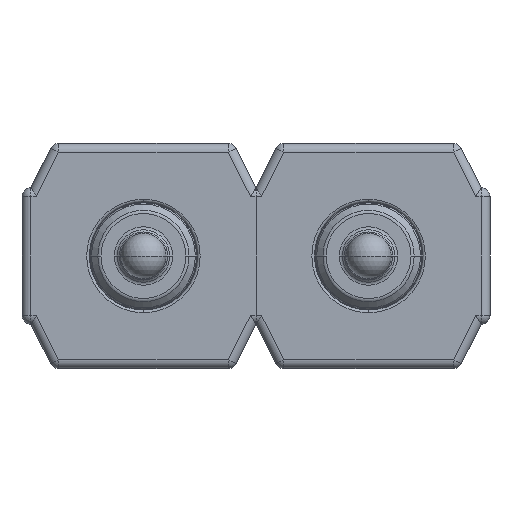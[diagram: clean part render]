
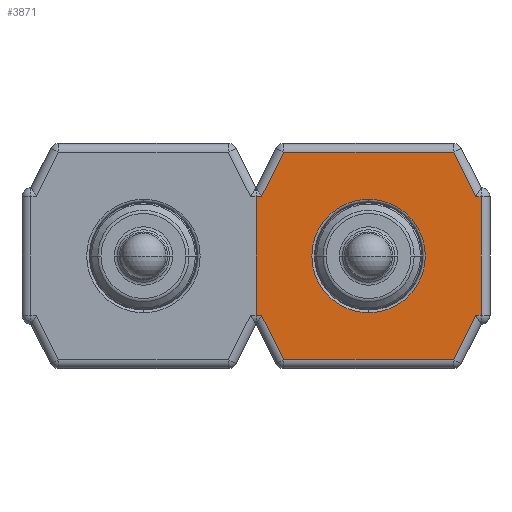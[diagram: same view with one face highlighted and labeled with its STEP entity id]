
A CAD part, front view. The second image highlights one B-rep face of the part: STEP entity #3871.
In plain terms, the highlighted planar face has unit normal (0, -1, 0).
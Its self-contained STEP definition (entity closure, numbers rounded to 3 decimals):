
#22 = DIRECTION ( 'NONE',  ( 0., 0., -1. ) ) ;
#25 = CARTESIAN_POINT ( 'NONE',  ( 0., -1.395, 0. ) ) ;
#261 = CARTESIAN_POINT ( 'NONE',  ( -1.27, -1.395, -0.67 ) ) ;
#318 = ORIENTED_EDGE ( 'NONE', *, *, #5893, .T. ) ;
#379 = VECTOR ( 'NONE', #8175, 1000. ) ;
#381 = VERTEX_POINT ( 'NONE', #8186 ) ;
#421 = ORIENTED_EDGE ( 'NONE', *, *, #5122, .T. ) ;
#505 = ORIENTED_EDGE ( 'NONE', *, *, #3288, .T. ) ;
#510 = VECTOR ( 'NONE', #6130, 1000. ) ;
#512 = CARTESIAN_POINT ( 'NONE',  ( -0.958, -1.395, -1.17 ) ) ;
#517 = CARTESIAN_POINT ( 'NONE',  ( 1.208, -1.395, -0.67 ) ) ;
#596 = PLANE ( 'NONE',  #6581 ) ;
#656 = DIRECTION ( 'NONE',  ( 0., 0., 1. ) ) ;
#691 = DIRECTION ( 'NONE',  ( 0.447, 0., 0.894 ) ) ;
#736 = VERTEX_POINT ( 'NONE', #3866 ) ;
#874 = VECTOR ( 'NONE', #6902, 1000. ) ;
#1014 = VECTOR ( 'NONE', #691, 1000. ) ;
#1120 = LINE ( 'NONE', #2616, #5995 ) ;
#1212 = EDGE_CURVE ( 'NONE', #7861, #4206, #4546, .T. ) ;
#1249 = CARTESIAN_POINT ( 'NONE',  ( 0., -1.395, 1.27 ) ) ;
#1294 = CARTESIAN_POINT ( 'NONE',  ( 0., -1.395, 0.64 ) ) ;
#1368 = CIRCLE ( 'NONE', #2989, 0.64 ) ;
#1430 = ORIENTED_EDGE ( 'NONE', *, *, #1889, .T. ) ;
#1445 = LINE ( 'NONE', #2298, #4839 ) ;
#1448 = VERTEX_POINT ( 'NONE', #512 ) ;
#1496 = AXIS2_PLACEMENT_3D ( 'NONE', #6330, #2490, #6971 ) ;
#1662 = VERTEX_POINT ( 'NONE', #1294 ) ;
#1677 = ORIENTED_EDGE ( 'NONE', *, *, #2577, .T. ) ;
#1814 = VERTEX_POINT ( 'NONE', #5395 ) ;
#1875 = DIRECTION ( 'NONE',  ( 0., 0., 1. ) ) ;
#1889 = EDGE_CURVE ( 'NONE', #4206, #3524, #3868, .T. ) ;
#2044 = LINE ( 'NONE', #3702, #379 ) ;
#2245 = LINE ( 'NONE', #5131, #3952 ) ;
#2266 = CARTESIAN_POINT ( 'NONE',  ( -0.727, -1.395, 1.633 ) ) ;
#2295 = FACE_BOUND ( 'NONE', #4846, .T. ) ;
#2298 = CARTESIAN_POINT ( 'NONE',  ( 0., -1.395, 0.67 ) ) ;
#2335 = ORIENTED_EDGE ( 'NONE', *, *, #4412, .T. ) ;
#2352 = LINE ( 'NONE', #6702, #5570 ) ;
#2384 = LINE ( 'NONE', #2266, #5605 ) ;
#2469 = VERTEX_POINT ( 'NONE', #6123 ) ;
#2490 = DIRECTION ( 'NONE',  ( 0., 1., 0. ) ) ;
#2516 = CARTESIAN_POINT ( 'NONE',  ( -1.208, -1.395, -0.67 ) ) ;
#2540 = CIRCLE ( 'NONE', #1496, 0.64 ) ;
#2557 = EDGE_CURVE ( 'NONE', #1662, #7827, #1368, .T. ) ;
#2577 = EDGE_CURVE ( 'NONE', #3524, #1448, #2245, .T. ) ;
#2616 = CARTESIAN_POINT ( 'NONE',  ( -1.02, -1.395, 1.17 ) ) ;
#2687 = LINE ( 'NONE', #3213, #1014 ) ;
#2833 = DIRECTION ( 'NONE',  ( -0.447, 0., -0.894 ) ) ;
#2835 = VECTOR ( 'NONE', #22, 1000. ) ;
#2945 = EDGE_CURVE ( 'NONE', #4106, #2469, #2352, .T. ) ;
#2989 = AXIS2_PLACEMENT_3D ( 'NONE', #25, #4447, #656 ) ;
#2997 = DIRECTION ( 'NONE',  ( 0., 0., 1. ) ) ;
#3030 = ORIENTED_EDGE ( 'NONE', *, *, #4060, .T. ) ;
#3213 = CARTESIAN_POINT ( 'NONE',  ( 1.743, -1.395, 0.399 ) ) ;
#3288 = EDGE_CURVE ( 'NONE', #1448, #736, #2044, .T. ) ;
#3475 = ORIENTED_EDGE ( 'NONE', *, *, #2557, .T. ) ;
#3512 = DIRECTION ( 'NONE',  ( 1., 0., 0. ) ) ;
#3524 = VERTEX_POINT ( 'NONE', #2516 ) ;
#3549 = LINE ( 'NONE', #6203, #5070 ) ;
#3628 = ORIENTED_EDGE ( 'NONE', *, *, #6940, .T. ) ;
#3695 = CARTESIAN_POINT ( 'NONE',  ( -0.958, -1.395, 1.17 ) ) ;
#3702 = CARTESIAN_POINT ( 'NONE',  ( 0., -1.395, -1.17 ) ) ;
#3803 = CARTESIAN_POINT ( 'NONE',  ( -1.27, -1.395, 1.27 ) ) ;
#3866 = CARTESIAN_POINT ( 'NONE',  ( 0.958, -1.395, -1.17 ) ) ;
#3868 = LINE ( 'NONE', #4845, #510 ) ;
#3871 = ADVANCED_FACE ( 'NONE', ( #5515, #2295 ), #596, .F. ) ;
#3952 = VECTOR ( 'NONE', #4482, 1000. ) ;
#4060 = EDGE_CURVE ( 'NONE', #2469, #7580, #1120, .T. ) ;
#4106 = VERTEX_POINT ( 'NONE', #6489 ) ;
#4206 = VERTEX_POINT ( 'NONE', #261 ) ;
#4322 = ORIENTED_EDGE ( 'NONE', *, *, #2945, .T. ) ;
#4412 = EDGE_CURVE ( 'NONE', #736, #8054, #2687, .T. ) ;
#4447 = DIRECTION ( 'NONE',  ( 0., 1., 0. ) ) ;
#4482 = DIRECTION ( 'NONE',  ( 0.447, 0., -0.894 ) ) ;
#4546 = LINE ( 'NONE', #3803, #2835 ) ;
#4765 = EDGE_CURVE ( 'NONE', #7580, #1814, #2384, .T. ) ;
#4839 = VECTOR ( 'NONE', #6782, 1000. ) ;
#4845 = CARTESIAN_POINT ( 'NONE',  ( 0., -1.395, -0.67 ) ) ;
#4846 = EDGE_LOOP ( 'NONE', ( #3475, #5630 ) ) ;
#5021 = ORIENTED_EDGE ( 'NONE', *, *, #5812, .T. ) ;
#5070 = VECTOR ( 'NONE', #2997, 1000. ) ;
#5122 = EDGE_CURVE ( 'NONE', #8054, #5968, #7922, .T. ) ;
#5131 = CARTESIAN_POINT ( 'NONE',  ( -0.931, -1.395, -1.225 ) ) ;
#5358 = CARTESIAN_POINT ( 'NONE',  ( 0., -1.395, -0.64 ) ) ;
#5395 = CARTESIAN_POINT ( 'NONE',  ( -1.208, -1.395, 0.67 ) ) ;
#5515 = FACE_OUTER_BOUND ( 'NONE', #5878, .T. ) ;
#5570 = VECTOR ( 'NONE', #7968, 1000. ) ;
#5605 = VECTOR ( 'NONE', #2833, 1000. ) ;
#5630 = ORIENTED_EDGE ( 'NONE', *, *, #7629, .T. ) ;
#5716 = DIRECTION ( 'NONE',  ( 0., 1., 0. ) ) ;
#5812 = EDGE_CURVE ( 'NONE', #5968, #381, #3549, .T. ) ;
#5816 = DIRECTION ( 'NONE',  ( -1., 0., 0. ) ) ;
#5878 = EDGE_LOOP ( 'NONE', ( #4322, #3030, #5916, #318, #6371, #1430, #1677, #505, #2335, #421, #5021, #3628 ) ) ;
#5893 = EDGE_CURVE ( 'NONE', #1814, #7861, #7656, .T. ) ;
#5916 = ORIENTED_EDGE ( 'NONE', *, *, #4765, .T. ) ;
#5968 = VERTEX_POINT ( 'NONE', #7016 ) ;
#5980 = CARTESIAN_POINT ( 'NONE',  ( -1.27, -1.395, 0.67 ) ) ;
#5995 = VECTOR ( 'NONE', #5816, 1000. ) ;
#6123 = CARTESIAN_POINT ( 'NONE',  ( 0.958, -1.395, 1.17 ) ) ;
#6130 = DIRECTION ( 'NONE',  ( 1., 0., 0. ) ) ;
#6203 = CARTESIAN_POINT ( 'NONE',  ( 1.27, -1.395, 0.77 ) ) ;
#6224 = VECTOR ( 'NONE', #3512, 1000. ) ;
#6330 = CARTESIAN_POINT ( 'NONE',  ( 0., -1.395, 0. ) ) ;
#6371 = ORIENTED_EDGE ( 'NONE', *, *, #1212, .T. ) ;
#6489 = CARTESIAN_POINT ( 'NONE',  ( 1.208, -1.395, 0.67 ) ) ;
#6581 = AXIS2_PLACEMENT_3D ( 'NONE', #1249, #5716, #1875 ) ;
#6702 = CARTESIAN_POINT ( 'NONE',  ( 0.931, -1.395, 1.225 ) ) ;
#6782 = DIRECTION ( 'NONE',  ( -1., 0., 0. ) ) ;
#6902 = DIRECTION ( 'NONE',  ( -1., 0., 0. ) ) ;
#6940 = EDGE_CURVE ( 'NONE', #381, #4106, #1445, .T. ) ;
#6971 = DIRECTION ( 'NONE',  ( 0., 0., 1. ) ) ;
#7016 = CARTESIAN_POINT ( 'NONE',  ( 1.27, -1.395, -0.67 ) ) ;
#7340 = CARTESIAN_POINT ( 'NONE',  ( 1.37, -1.395, -0.67 ) ) ;
#7542 = CARTESIAN_POINT ( 'NONE',  ( -1.37, -1.395, 0.67 ) ) ;
#7580 = VERTEX_POINT ( 'NONE', #3695 ) ;
#7629 = EDGE_CURVE ( 'NONE', #7827, #1662, #2540, .T. ) ;
#7656 = LINE ( 'NONE', #7542, #874 ) ;
#7827 = VERTEX_POINT ( 'NONE', #5358 ) ;
#7861 = VERTEX_POINT ( 'NONE', #5980 ) ;
#7922 = LINE ( 'NONE', #7340, #6224 ) ;
#7968 = DIRECTION ( 'NONE',  ( -0.447, 0., 0.894 ) ) ;
#8054 = VERTEX_POINT ( 'NONE', #517 ) ;
#8175 = DIRECTION ( 'NONE',  ( 1., 0., 0. ) ) ;
#8186 = CARTESIAN_POINT ( 'NONE',  ( 1.27, -1.395, 0.67 ) ) ;
